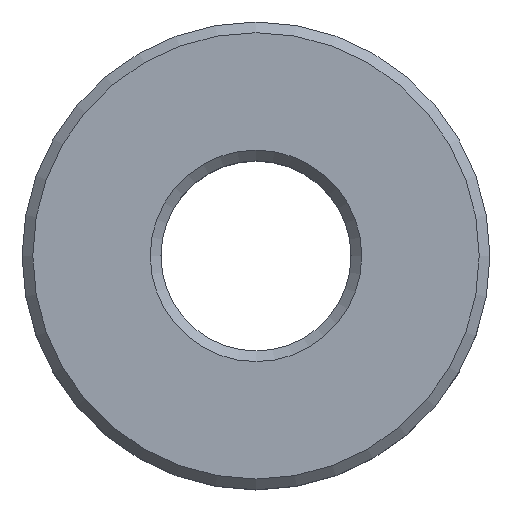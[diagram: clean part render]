
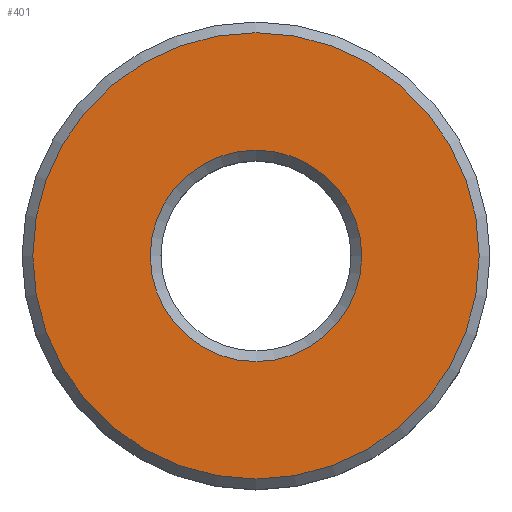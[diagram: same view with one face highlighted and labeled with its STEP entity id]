
A CAD part, top view. The second image highlights one B-rep face of the part: STEP entity #401.
In plain terms, the highlighted planar face has unit normal (0, 0, 1).
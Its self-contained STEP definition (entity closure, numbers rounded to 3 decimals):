
#237 = CONICAL_SURFACE('',#238,1.13,0.785);
#238 = AXIS2_PLACEMENT_3D('',#239,#240,#241);
#239 = CARTESIAN_POINT('',(0.,0.,1.448));
#240 = DIRECTION('',(0.,0.,1.));
#241 = DIRECTION('',(1.,0.,0.));
#310 = VERTEX_POINT('',#311);
#311 = CARTESIAN_POINT('',(1.257,0.,1.575));
#332 = EDGE_CURVE('',#310,#310,#333,.T.);
#333 = SURFACE_CURVE('',#334,(#339,#346),.PCURVE_S1.);
#334 = CIRCLE('',#335,1.257);
#335 = AXIS2_PLACEMENT_3D('',#336,#337,#338);
#336 = CARTESIAN_POINT('',(0.,0.,1.575));
#337 = DIRECTION('',(0.,0.,1.));
#338 = DIRECTION('',(1.,0.,0.));
#339 = PCURVE('',#237,#340);
#340 = DEFINITIONAL_REPRESENTATION('',(#341),#345);
#341 = LINE('',#342,#343);
#342 = CARTESIAN_POINT('',(0.,0.127));
#343 = VECTOR('',#344,1.);
#344 = DIRECTION('',(1.,0.));
#345 = ( GEOMETRIC_REPRESENTATION_CONTEXT(2) 
PARAMETRIC_REPRESENTATION_CONTEXT() REPRESENTATION_CONTEXT('2D SPACE',''
  ) );
#346 = PCURVE('',#347,#352);
#347 = PLANE('',#348);
#348 = AXIS2_PLACEMENT_3D('',#349,#350,#351);
#349 = CARTESIAN_POINT('',(2.781,0.,1.575));
#350 = DIRECTION('',(0.,0.,-1.));
#351 = DIRECTION('',(-1.,0.,0.));
#352 = DEFINITIONAL_REPRESENTATION('',(#353),#361);
#353 = ( BOUNDED_CURVE() B_SPLINE_CURVE(2,(#354,#355,#356,#357,#358,#359
,#360),.UNSPECIFIED.,.F.,.F.) B_SPLINE_CURVE_WITH_KNOTS((1,2,2,2,2,1),(
    -2.094,0.,2.094,4.189,6.283,
8.378),.UNSPECIFIED.) CURVE() GEOMETRIC_REPRESENTATION_ITEM() 
RATIONAL_B_SPLINE_CURVE((1.,0.5,1.,0.5,1.,0.5,1.)) REPRESENTATION_ITEM(
  '') );
#354 = CARTESIAN_POINT('',(1.524,0.));
#355 = CARTESIAN_POINT('',(1.524,2.178));
#356 = CARTESIAN_POINT('',(3.41,1.089));
#357 = CARTESIAN_POINT('',(5.296,0.));
#358 = CARTESIAN_POINT('',(3.41,-1.089));
#359 = CARTESIAN_POINT('',(1.524,-2.178));
#360 = CARTESIAN_POINT('',(1.524,0.));
#361 = ( GEOMETRIC_REPRESENTATION_CONTEXT(2) 
PARAMETRIC_REPRESENTATION_CONTEXT() REPRESENTATION_CONTEXT('2D SPACE',''
  ) );
#401 = ADVANCED_FACE('',(#402,#405),#347,.F.);
#402 = FACE_BOUND('',#403,.F.);
#403 = EDGE_LOOP('',(#404));
#404 = ORIENTED_EDGE('',*,*,#332,.T.);
#405 = FACE_BOUND('',#406,.F.);
#406 = EDGE_LOOP('',(#407));
#407 = ORIENTED_EDGE('',*,*,#408,.F.);
#408 = EDGE_CURVE('',#409,#409,#411,.T.);
#409 = VERTEX_POINT('',#410);
#410 = CARTESIAN_POINT('',(2.654,0.,1.575));
#411 = SURFACE_CURVE('',#412,(#417,#428),.PCURVE_S1.);
#412 = CIRCLE('',#413,2.654);
#413 = AXIS2_PLACEMENT_3D('',#414,#415,#416);
#414 = CARTESIAN_POINT('',(0.,0.,1.575));
#415 = DIRECTION('',(0.,0.,1.));
#416 = DIRECTION('',(1.,0.,0.));
#417 = PCURVE('',#347,#418);
#418 = DEFINITIONAL_REPRESENTATION('',(#419),#427);
#419 = ( BOUNDED_CURVE() B_SPLINE_CURVE(2,(#420,#421,#422,#423,#424,#425
,#426),.UNSPECIFIED.,.F.,.F.) B_SPLINE_CURVE_WITH_KNOTS((1,2,2,2,2,1),(
    -2.094,0.,2.094,4.189,6.283,
8.378),.UNSPECIFIED.) CURVE() GEOMETRIC_REPRESENTATION_ITEM() 
RATIONAL_B_SPLINE_CURVE((1.,0.5,1.,0.5,1.,0.5,1.)) REPRESENTATION_ITEM(
  '') );
#420 = CARTESIAN_POINT('',(0.127,0.));
#421 = CARTESIAN_POINT('',(0.127,4.597));
#422 = CARTESIAN_POINT('',(4.108,2.299));
#423 = CARTESIAN_POINT('',(8.09,0.));
#424 = CARTESIAN_POINT('',(4.108,-2.299));
#425 = CARTESIAN_POINT('',(0.127,-4.597));
#426 = CARTESIAN_POINT('',(0.127,0.));
#427 = ( GEOMETRIC_REPRESENTATION_CONTEXT(2) 
PARAMETRIC_REPRESENTATION_CONTEXT() REPRESENTATION_CONTEXT('2D SPACE',''
  ) );
#428 = PCURVE('',#429,#434);
#429 = CONICAL_SURFACE('',#430,2.781,0.785);
#430 = AXIS2_PLACEMENT_3D('',#431,#432,#433);
#431 = CARTESIAN_POINT('',(0.,0.,1.448));
#432 = DIRECTION('',(0.,0.,-1.));
#433 = DIRECTION('',(1.,0.,0.));
#434 = DEFINITIONAL_REPRESENTATION('',(#435),#439);
#435 = LINE('',#436,#437);
#436 = CARTESIAN_POINT('',(-0.,-0.127));
#437 = VECTOR('',#438,1.);
#438 = DIRECTION('',(-1.,-0.));
#439 = ( GEOMETRIC_REPRESENTATION_CONTEXT(2) 
PARAMETRIC_REPRESENTATION_CONTEXT() REPRESENTATION_CONTEXT('2D SPACE',''
  ) );
